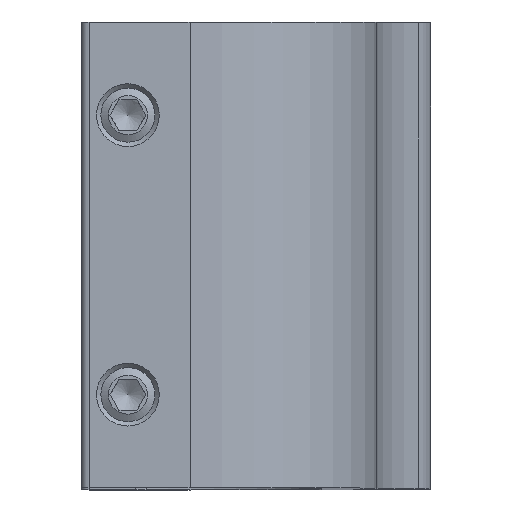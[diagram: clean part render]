
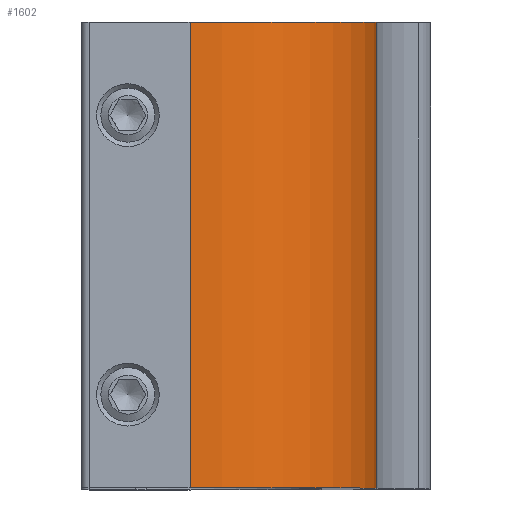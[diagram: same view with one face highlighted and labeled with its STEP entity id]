
A CAD part, top view. The second image highlights one B-rep face of the part: STEP entity #1602.
In plain terms, the highlighted cylindrical face has radius 12 mm (diameter 24 mm), a partial arc.
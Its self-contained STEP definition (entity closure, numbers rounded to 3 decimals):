
#56=LINE('',#2371,#187);
#155=LINE('',#2680,#286);
#187=VECTOR('',#1886,30.);
#286=VECTOR('',#2199,30.);
#434=FACE_OUTER_BOUND('',#535,.T.);
#535=EDGE_LOOP('',(#1373,#1374,#1375,#1376));
#580=CIRCLE('',#1682,12.);
#601=CIRCLE('',#1709,12.);
#659=VERTEX_POINT('',#2368);
#660=VERTEX_POINT('',#2370);
#703=VERTEX_POINT('',#2462);
#736=VERTEX_POINT('',#2544);
#819=EDGE_CURVE('',#660,#659,#56,.T.);
#865=EDGE_CURVE('',#659,#703,#580,.T.);
#907=EDGE_CURVE('',#736,#660,#601,.T.);
#977=EDGE_CURVE('',#703,#736,#155,.T.);
#1373=ORIENTED_EDGE('',*,*,#907,.T.);
#1374=ORIENTED_EDGE('',*,*,#819,.T.);
#1375=ORIENTED_EDGE('',*,*,#865,.T.);
#1376=ORIENTED_EDGE('',*,*,#977,.T.);
#1438=CYLINDRICAL_SURFACE('',#1761,12.);
#1602=ADVANCED_FACE('',(#434),#1438,.T.);
#1682=AXIS2_PLACEMENT_3D('',#2464,#1963,#1964);
#1709=AXIS2_PLACEMENT_3D('',#2545,#2038,#2039);
#1761=AXIS2_PLACEMENT_3D('',#2679,#2197,#2198);
#1886=DIRECTION('',(0.,-1.,0.));
#1963=DIRECTION('center_axis',(0.,1.,0.));
#1964=DIRECTION('ref_axis',(0.707,0.,0.707));
#2038=DIRECTION('center_axis',(0.,-1.,0.));
#2039=DIRECTION('ref_axis',(0.707,0.,0.707));
#2197=DIRECTION('center_axis',(0.,1.,0.));
#2198=DIRECTION('ref_axis',(0.707,0.,0.707));
#2199=DIRECTION('',(0.,1.,0.));
#2368=CARTESIAN_POINT('',(-4.25,-15.,40.5));
#2370=CARTESIAN_POINT('',(-4.25,15.,40.5));
#2371=CARTESIAN_POINT('',(-4.25,15.,40.5));
#2462=CARTESIAN_POINT('',(7.75,-15.,28.5));
#2464=CARTESIAN_POINT('Origin',(-4.25,-15.,28.5));
#2544=CARTESIAN_POINT('',(7.75,15.,28.5));
#2545=CARTESIAN_POINT('Origin',(-4.25,15.,28.5));
#2679=CARTESIAN_POINT('Origin',(-4.25,15.,28.5));
#2680=CARTESIAN_POINT('',(7.75,15.,28.5));
